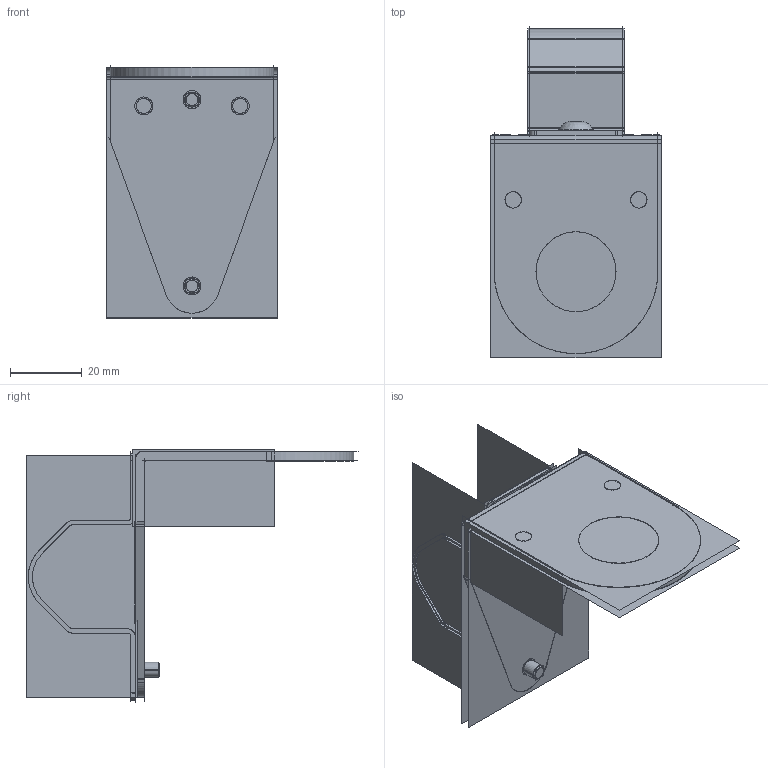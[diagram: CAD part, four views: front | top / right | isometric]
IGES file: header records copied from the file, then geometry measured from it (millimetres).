
Start section:  PTC IGES file: 214636.igs
Global section: file name: 214636.igs; native system: Creo Parametric by PTC Inc.; preprocessor: 2018300; author: pdmadmin; organization: Unknown; date: 20191009.073117; units: millimetre
Bounding box: 47.55 x 92.63 x 70.31 mm (x, y, z)
Volume: 14348.5 mm3; surface area: 76145.8 mm2
Topology: 4 solids, 8 shells, 212 faces, 1144 edges, 1488 vertices
Faces by surface type: revolution 128, bspline 84
